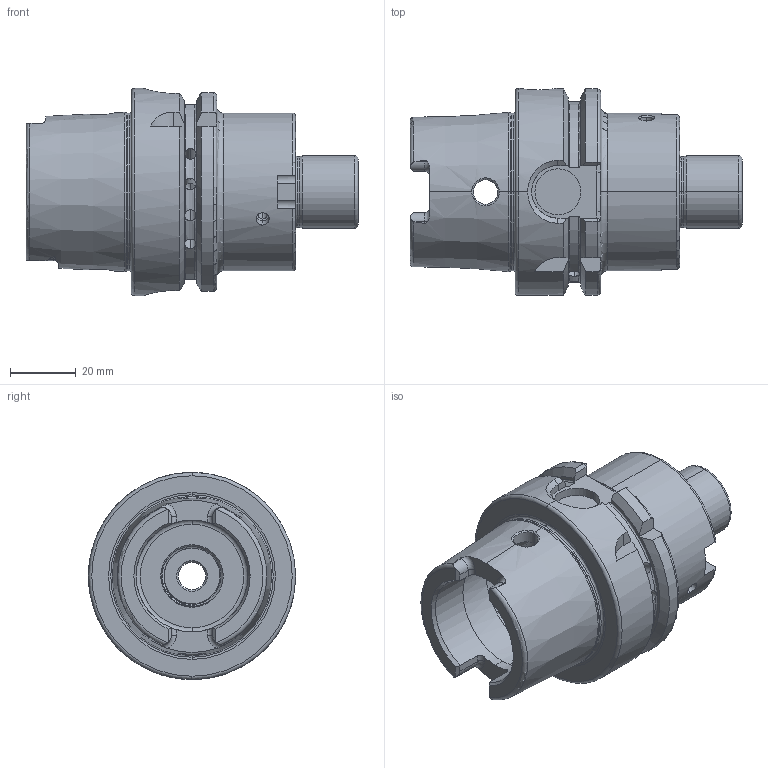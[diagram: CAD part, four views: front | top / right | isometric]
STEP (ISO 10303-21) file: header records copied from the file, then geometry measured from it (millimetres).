
FILE_DESCRIPTION (( 'STEP AP203' ), '1' );
FILE_NAME ('A63.11.22.STEP', '2016-10-17T03:11:20', ( '' ), ( '' ), 'SwSTEP 2.0', 'SolidWorks 2012', '' );
FILE_SCHEMA (( 'CONFIG_CONTROL_DESIGN' ));
Length unit declared in the file: millimetre
Products named in the file (1): A63.11.22
Bounding box: 101 x 63 x 63 mm (x, y, z)
Volume: 125399.3 mm3; surface area: 31357.5 mm2
Topology: 1 solids, 1 shells, 370 faces, 1012 edges, 632 vertices
Faces by surface type: cylinder 174, plane 74, cone 58, torus 40, bspline 24
Entity records: 27350 total; most frequent: CARTESIAN_POINT 18900, ORIENTED_EDGE 1988, DIRECTION 1517, EDGE_CURVE 994, VERTEX_POINT 632, AXIS2_PLACEMENT_3D 594, EDGE_LOOP 390, ADVANCED_FACE 370
